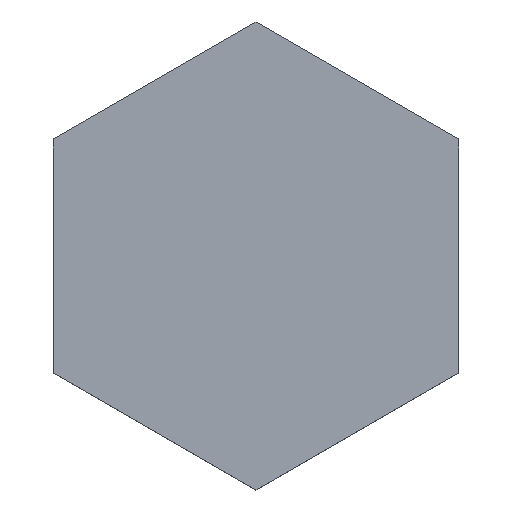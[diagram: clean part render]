
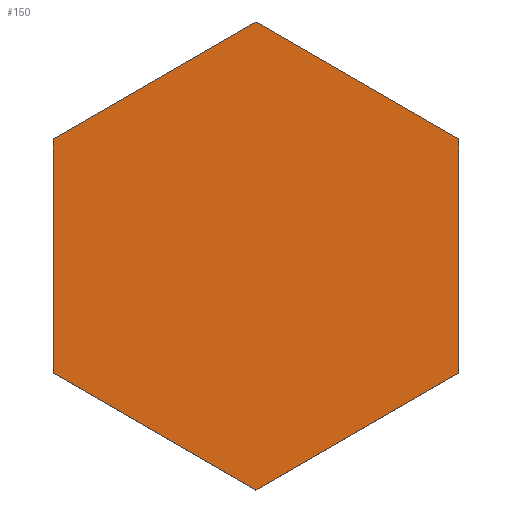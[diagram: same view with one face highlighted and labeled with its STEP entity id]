
A CAD part, top view. The second image highlights one B-rep face of the part: STEP entity #150.
In plain terms, the highlighted planar face has unit normal (0, 0, 1).
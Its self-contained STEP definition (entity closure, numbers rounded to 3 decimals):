
#150=ADVANCED_FACE('',(#6200),#6202,.T.);
#6200=FACE_BOUND('',#6201,.T.);
#6201=EDGE_LOOP('',(#6961,#6962,#6963,#6964,#6965,#6966));
#6202=PLANE('',#6203);
#6203=AXIS2_PLACEMENT_3D('',#6204,#6205,#6206);
#6204=CARTESIAN_POINT('',(0.,0.,32.));
#6205=DIRECTION('',(0.,0.,1.));
#6206=DIRECTION('',(-1.,0.,0.));
#6961=ORIENTED_EDGE('',*,*,#7091,.T.);
#6962=ORIENTED_EDGE('',*,*,#7089,.T.);
#6963=ORIENTED_EDGE('',*,*,#7087,.T.);
#6964=ORIENTED_EDGE('',*,*,#7085,.T.);
#6965=ORIENTED_EDGE('',*,*,#7083,.T.);
#6966=ORIENTED_EDGE('',*,*,#7081,.T.);
#7081=EDGE_CURVE('',#7200,#7198,#7201,.T.);
#7083=EDGE_CURVE('',#7203,#7200,#7204,.T.);
#7085=EDGE_CURVE('',#7206,#7203,#7207,.T.);
#7087=EDGE_CURVE('',#7209,#7206,#7210,.T.);
#7089=EDGE_CURVE('',#7212,#7209,#7213,.T.);
#7091=EDGE_CURVE('',#7198,#7212,#7215,.T.);
#7198=VERTEX_POINT('',#10223);
#7200=VERTEX_POINT('',#10227);
#7201=LINE('',#10228,#10229);
#7203=VERTEX_POINT('',#10234);
#7204=LINE('',#10235,#10236);
#7206=VERTEX_POINT('',#10241);
#7207=LINE('',#10242,#10243);
#7209=VERTEX_POINT('',#10248);
#7210=LINE('',#10249,#10250);
#7212=VERTEX_POINT('',#10255);
#7213=LINE('',#10256,#10257);
#7215=LINE('',#10262,#10263);
#10223=CARTESIAN_POINT('',(0.,-5.774,32.));
#10227=CARTESIAN_POINT('',(-5.,-2.887,32.));
#10228=CARTESIAN_POINT('',(-5.,-2.887,32.));
#10229=VECTOR('',#10230,1.);
#10230=DIRECTION('',(0.866,-0.5,0.));
#10234=CARTESIAN_POINT('',(-5.,2.887,32.));
#10235=CARTESIAN_POINT('',(-5.,2.887,32.));
#10236=VECTOR('',#10237,1.);
#10237=DIRECTION('',(0.,-1.,0.));
#10241=CARTESIAN_POINT('',(0.,5.774,32.));
#10242=CARTESIAN_POINT('',(0.,5.774,32.));
#10243=VECTOR('',#10244,1.);
#10244=DIRECTION('',(-0.866,-0.5,0.));
#10248=CARTESIAN_POINT('',(5.,2.887,32.));
#10249=CARTESIAN_POINT('',(5.,2.887,32.));
#10250=VECTOR('',#10251,1.);
#10251=DIRECTION('',(-0.866,0.5,0.));
#10255=CARTESIAN_POINT('',(5.,-2.887,32.));
#10256=CARTESIAN_POINT('',(5.,-2.887,32.));
#10257=VECTOR('',#10258,1.);
#10258=DIRECTION('',(0.,1.,0.));
#10262=CARTESIAN_POINT('',(0.,-5.774,32.));
#10263=VECTOR('',#10264,1.);
#10264=DIRECTION('',(0.866,0.5,0.));
